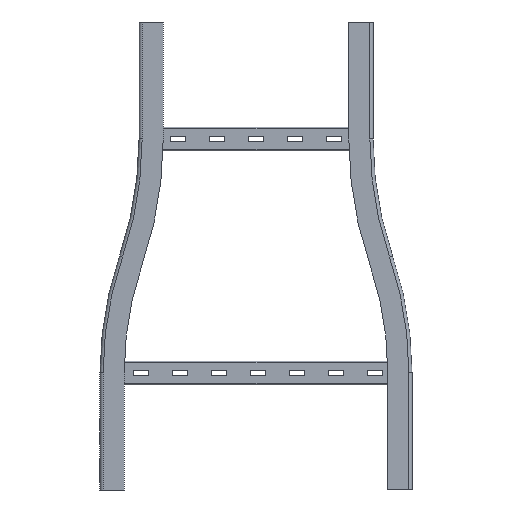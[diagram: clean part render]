
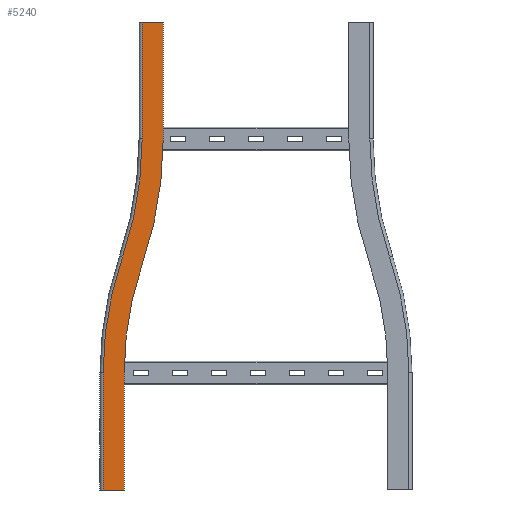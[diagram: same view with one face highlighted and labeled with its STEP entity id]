
A CAD part, front view. The second image highlights one B-rep face of the part: STEP entity #5240.
In plain terms, the highlighted planar face has unit normal (0, -1, 0).
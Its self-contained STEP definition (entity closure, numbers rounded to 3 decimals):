
#148=CIRCLE('',#5618,458.5);
#149=CIRCLE('',#5620,431.5);
#170=CIRCLE('',#5651,466.5);
#171=CIRCLE('',#5653,493.5);
#420=FACE_OUTER_BOUND('',#734,.T.);
#734=EDGE_LOOP('',(#3821,#3822,#3823,#3824,#3825,#3826,#3827,#3828,#3829,
#3830));
#1086=LINE('',#7748,#1688);
#1088=LINE('',#7754,#1690);
#1109=LINE('',#7890,#1711);
#1161=LINE('',#8002,#1763);
#1162=LINE('',#8004,#1764);
#1163=LINE('',#8005,#1765);
#1688=VECTOR('',#6185,10.);
#1690=VECTOR('',#6189,10.);
#1711=VECTOR('',#6358,10.);
#1763=VECTOR('',#6470,10.);
#1764=VECTOR('',#6471,10.);
#1765=VECTOR('',#6472,10.);
#2269=VERTEX_POINT('',#7744);
#2270=VERTEX_POINT('',#7746);
#2272=VERTEX_POINT('',#7751);
#2273=VERTEX_POINT('',#7753);
#2292=VERTEX_POINT('',#7810);
#2294=VERTEX_POINT('',#7815);
#2308=VERTEX_POINT('',#7864);
#2310=VERTEX_POINT('',#7869);
#2344=VERTEX_POINT('',#7998);
#2345=VERTEX_POINT('',#8003);
#2762=EDGE_CURVE('',#2269,#2270,#1086,.T.);
#2764=EDGE_CURVE('',#2272,#2273,#1088,.T.);
#2793=EDGE_CURVE('',#2292,#2269,#148,.T.);
#2795=EDGE_CURVE('',#2294,#2272,#149,.T.);
#2820=EDGE_CURVE('',#2308,#2292,#170,.T.);
#2822=EDGE_CURVE('',#2310,#2294,#171,.T.);
#2833=EDGE_CURVE('',#2273,#2270,#1109,.T.);
#2891=EDGE_CURVE('',#2308,#2344,#1161,.T.);
#2892=EDGE_CURVE('',#2345,#2310,#1162,.T.);
#2893=EDGE_CURVE('',#2344,#2345,#1163,.T.);
#3821=ORIENTED_EDGE('',*,*,#2891,.F.);
#3822=ORIENTED_EDGE('',*,*,#2820,.T.);
#3823=ORIENTED_EDGE('',*,*,#2793,.T.);
#3824=ORIENTED_EDGE('',*,*,#2762,.T.);
#3825=ORIENTED_EDGE('',*,*,#2833,.F.);
#3826=ORIENTED_EDGE('',*,*,#2764,.F.);
#3827=ORIENTED_EDGE('',*,*,#2795,.F.);
#3828=ORIENTED_EDGE('',*,*,#2822,.F.);
#3829=ORIENTED_EDGE('',*,*,#2892,.F.);
#3830=ORIENTED_EDGE('',*,*,#2893,.F.);
#4989=PLANE('',#5694);
#5240=ADVANCED_FACE('',(#420),#4989,.F.);
#5618=AXIS2_PLACEMENT_3D('',#7812,#6255,#6256);
#5620=AXIS2_PLACEMENT_3D('',#7817,#6260,#6261);
#5651=AXIS2_PLACEMENT_3D('',#7866,#6326,#6327);
#5653=AXIS2_PLACEMENT_3D('',#7871,#6331,#6332);
#5694=AXIS2_PLACEMENT_3D('',#8001,#6468,#6469);
#6185=DIRECTION('',(0.,0.,-1.));
#6189=DIRECTION('',(0.,0.,-1.));
#6255=DIRECTION('center_axis',(0.,-1.,0.));
#6256=DIRECTION('ref_axis',(-0.946,0.,0.324));
#6260=DIRECTION('center_axis',(0.,-1.,0.));
#6261=DIRECTION('ref_axis',(-0.946,0.,0.324));
#6326=DIRECTION('center_axis',(0.,1.,0.));
#6327=DIRECTION('ref_axis',(1.,0.,0.));
#6331=DIRECTION('center_axis',(0.,1.,0.));
#6332=DIRECTION('ref_axis',(1.,0.,0.));
#6358=DIRECTION('',(-1.,0.,0.));
#6468=DIRECTION('center_axis',(0.,1.,0.));
#6469=DIRECTION('ref_axis',(0.,0.,1.));
#6470=DIRECTION('',(0.,0.,1.));
#6471=DIRECTION('',(0.,0.,-1.));
#6472=DIRECTION('',(1.,0.,0.));
#7744=CARTESIAN_POINT('',(-77.,0.,-300.));
#7746=CARTESIAN_POINT('',(-77.,0.,-450.));
#7748=CARTESIAN_POINT('',(-77.,0.,-300.));
#7751=CARTESIAN_POINT('',(-50.,0.,-300.));
#7753=CARTESIAN_POINT('',(-50.,0.,-450.));
#7754=CARTESIAN_POINT('',(-50.,0.,-300.));
#7810=CARTESIAN_POINT('',(-52.216,0.,-151.297));
#7812=CARTESIAN_POINT('Origin',(381.5,0.,-300.));
#7815=CARTESIAN_POINT('',(-26.676,0.,-160.054));
#7817=CARTESIAN_POINT('Origin',(381.5,0.,
-300.));
#7864=CARTESIAN_POINT('',(-27.,0.,0.));
#7866=CARTESIAN_POINT('Origin',(-493.5,0.,
0.));
#7869=CARTESIAN_POINT('',(0.,0.,0.));
#7871=CARTESIAN_POINT('Origin',(-493.5,0.,
0.));
#7890=CARTESIAN_POINT('',(-50.,0.,-450.));
#7998=CARTESIAN_POINT('',(-27.,0.,150.));
#8001=CARTESIAN_POINT('Origin',(-60.786,0.,
75.));
#8002=CARTESIAN_POINT('',(-27.,0.,75.));
#8003=CARTESIAN_POINT('',(0.,0.,150.));
#8004=CARTESIAN_POINT('',(0.,0.,0.));
#8005=CARTESIAN_POINT('',(0.,0.,150.));
